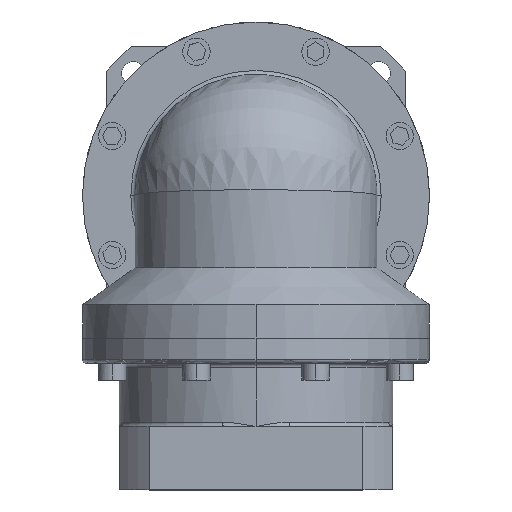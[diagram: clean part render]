
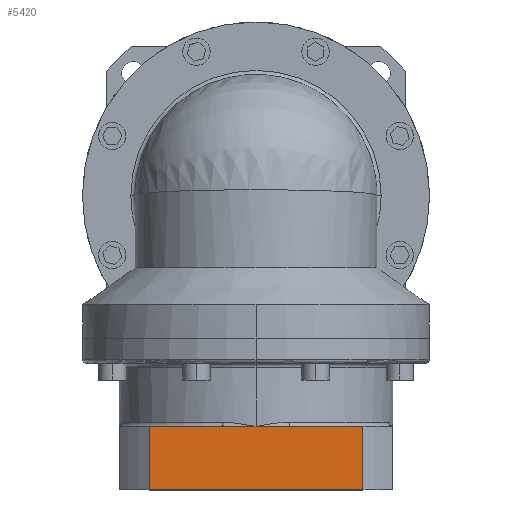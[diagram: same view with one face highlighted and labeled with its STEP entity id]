
A CAD part, top view. The second image highlights one B-rep face of the part: STEP entity #5420.
In plain terms, the highlighted planar face has unit normal (0, 0, 1).
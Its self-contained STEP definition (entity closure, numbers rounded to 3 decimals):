
#448 = LINE ( 'NONE', #6502, #15234 ) ;
#644 = VECTOR ( 'NONE', #3613, 1000. ) ;
#665 = AXIS2_PLACEMENT_3D ( 'NONE', #737, #18028, #9437 ) ;
#737 = CARTESIAN_POINT ( 'NONE',  ( -50.806, -140., 155. ) ) ;
#901 = CARTESIAN_POINT ( 'NONE',  ( -50.806, -140., 155. ) ) ;
#1037 = CARTESIAN_POINT ( 'NONE',  ( -50.806, -110., 155. ) ) ;
#1430 = EDGE_CURVE ( 'NONE', #1841, #4965, #5761, .T. ) ;
#1744 = LINE ( 'NONE', #11533, #5108 ) ;
#1841 = VERTEX_POINT ( 'NONE', #15776 ) ;
#1932 = VECTOR ( 'NONE', #15583, 1000. ) ;
#3153 = VERTEX_POINT ( 'NONE', #901 ) ;
#3613 = DIRECTION ( 'NONE',  ( -1., 0., 0. ) ) ;
#3719 = EDGE_LOOP ( 'NONE', ( #9297, #7784, #12860, #6644, #15979, #13201, #8858 ) ) ;
#4675 = CARTESIAN_POINT ( 'NONE',  ( -16.248, -110., 155. ) ) ;
#4965 = VERTEX_POINT ( 'NONE', #18541 ) ;
#5021 = DIRECTION ( 'NONE',  ( 0., 1., 0. ) ) ;
#5108 = VECTOR ( 'NONE', #15872, 1000. ) ;
#5420 = ADVANCED_FACE ( 'NONE', ( #15572 ), #7992, .F. ) ;
#5761 = LINE ( 'NONE', #15767, #1932 ) ;
#6448 = CARTESIAN_POINT ( 'NONE',  ( -50.806, -140., 155. ) ) ;
#6502 = CARTESIAN_POINT ( 'NONE',  ( -50.806, -110., 155. ) ) ;
#6644 = ORIENTED_EDGE ( 'NONE', *, *, #12209, .T. ) ;
#6796 = VECTOR ( 'NONE', #15216, 1000. ) ;
#7784 = ORIENTED_EDGE ( 'NONE', *, *, #15541, .T. ) ;
#7992 = PLANE ( 'NONE',  #665 ) ;
#8858 = ORIENTED_EDGE ( 'NONE', *, *, #18422, .T. ) ;
#9164 = VERTEX_POINT ( 'NONE', #16684 ) ;
#9297 = ORIENTED_EDGE ( 'NONE', *, *, #1430, .T. ) ;
#9437 = DIRECTION ( 'NONE',  ( -1., 0., 0. ) ) ;
#9512 = CARTESIAN_POINT ( 'NONE',  ( -50.806, -140., 155. ) ) ;
#9668 = LINE ( 'NONE', #6448, #13007 ) ;
#10146 = LINE ( 'NONE', #9512, #6796 ) ;
#10298 = EDGE_CURVE ( 'NONE', #3153, #17073, #10146, .T. ) ;
#10303 = VECTOR ( 'NONE', #5021, 1000. ) ;
#10810 = DIRECTION ( 'NONE',  ( -1., 0., 0. ) ) ;
#11533 = CARTESIAN_POINT ( 'NONE',  ( -50.806, -110., 155. ) ) ;
#11592 = LINE ( 'NONE', #13603, #644 ) ;
#12209 = EDGE_CURVE ( 'NONE', #15421, #17073, #1744, .T. ) ;
#12860 = ORIENTED_EDGE ( 'NONE', *, *, #15021, .T. ) ;
#13007 = VECTOR ( 'NONE', #13562, 1000. ) ;
#13201 = ORIENTED_EDGE ( 'NONE', *, *, #18084, .F. ) ;
#13562 = DIRECTION ( 'NONE',  ( -1., 0., 0. ) ) ;
#13603 = CARTESIAN_POINT ( 'NONE',  ( -50.806, -110., 155. ) ) ;
#14117 = LINE ( 'NONE', #15044, #10303 ) ;
#15021 = EDGE_CURVE ( 'NONE', #18281, #15421, #448, .T. ) ;
#15044 = CARTESIAN_POINT ( 'NONE',  ( 50.806, -140., 155. ) ) ;
#15216 = DIRECTION ( 'NONE',  ( 0., 1., 0. ) ) ;
#15234 = VECTOR ( 'NONE', #10810, 1000. ) ;
#15421 = VERTEX_POINT ( 'NONE', #4675 ) ;
#15541 = EDGE_CURVE ( 'NONE', #4965, #18281, #11592, .T. ) ;
#15572 = FACE_OUTER_BOUND ( 'NONE', #3719, .T. ) ;
#15583 = DIRECTION ( 'NONE',  ( -1., 0., 0. ) ) ;
#15767 = CARTESIAN_POINT ( 'NONE',  ( -50.806, -110., 155. ) ) ;
#15776 = CARTESIAN_POINT ( 'NONE',  ( 50.806, -110., 155. ) ) ;
#15872 = DIRECTION ( 'NONE',  ( -1., 0., 0. ) ) ;
#15979 = ORIENTED_EDGE ( 'NONE', *, *, #10298, .F. ) ;
#16684 = CARTESIAN_POINT ( 'NONE',  ( 50.806, -140., 155. ) ) ;
#17073 = VERTEX_POINT ( 'NONE', #1037 ) ;
#17448 = CARTESIAN_POINT ( 'NONE',  ( 0., -110., 155. ) ) ;
#18028 = DIRECTION ( 'NONE',  ( 0., 0., -1. ) ) ;
#18084 = EDGE_CURVE ( 'NONE', #9164, #3153, #9668, .T. ) ;
#18281 = VERTEX_POINT ( 'NONE', #17448 ) ;
#18422 = EDGE_CURVE ( 'NONE', #9164, #1841, #14117, .T. ) ;
#18541 = CARTESIAN_POINT ( 'NONE',  ( 16.248, -110., 155. ) ) ;
